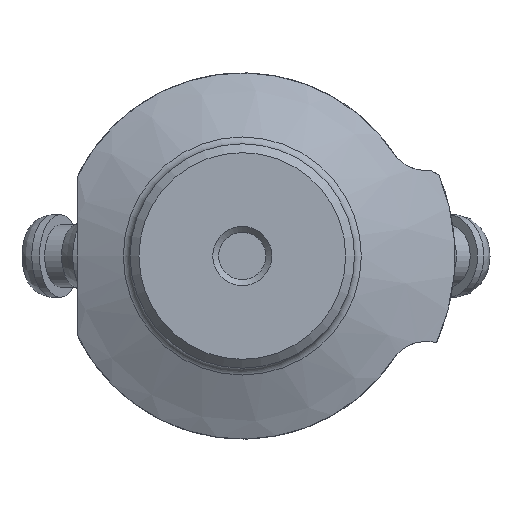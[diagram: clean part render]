
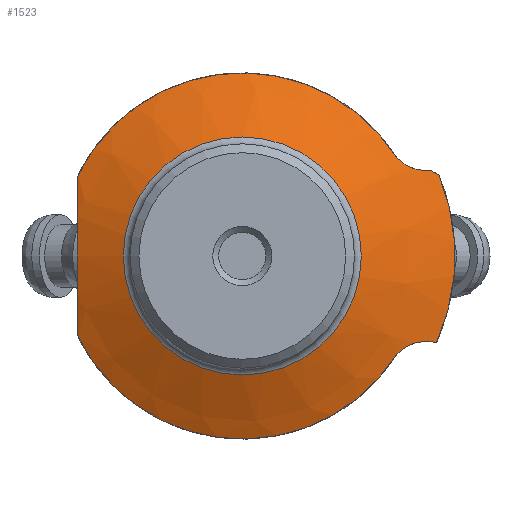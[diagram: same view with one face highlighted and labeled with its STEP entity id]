
A CAD part, front view. The second image highlights one B-rep face of the part: STEP entity #1523.
In plain terms, the highlighted conical face has half-angle 64.799 degrees and reference radius 27.5 mm.
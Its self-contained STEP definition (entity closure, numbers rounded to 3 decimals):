
#29=(
BOUNDED_CURVE()
B_SPLINE_CURVE(2,(#2969,#2970,#2971),.UNSPECIFIED.,.F.,.F.)
B_SPLINE_CURVE_WITH_KNOTS((3,3),(4.462,4.589),
 .UNSPECIFIED.)
CURVE()
GEOMETRIC_REPRESENTATION_ITEM()
RATIONAL_B_SPLINE_CURVE((1.015,1.008,1.))
REPRESENTATION_ITEM('')
);
#30=(
BOUNDED_CURVE()
B_SPLINE_CURVE(2,(#3006,#3007,#3008),.UNSPECIFIED.,.F.,.F.)
B_SPLINE_CURVE_WITH_KNOTS((3,3),(2.341,3.84),
 .UNSPECIFIED.)
CURVE()
GEOMETRIC_REPRESENTATION_ITEM()
RATIONAL_B_SPLINE_CURVE((1.138,1.138,1.082))
REPRESENTATION_ITEM('')
);
#31=(
BOUNDED_CURVE()
B_SPLINE_CURVE(2,(#3034,#3035,#3036),.UNSPECIFIED.,.F.,.F.)
B_SPLINE_CURVE_WITH_KNOTS((3,3),(0.842,2.341),
 .UNSPECIFIED.)
CURVE()
GEOMETRIC_REPRESENTATION_ITEM()
RATIONAL_B_SPLINE_CURVE((1.082,1.138,1.138))
REPRESENTATION_ITEM('')
);
#70=B_SPLINE_CURVE_WITH_KNOTS('',3,(#3011,#3012,#3013,#3014,#3015,#3016,
#3017,#3018,#3019,#3020),.UNSPECIFIED.,.F.,.F.,(4,2,2,2,4),(3.578,
3.7,3.93,4.189,4.314),
 .UNSPECIFIED.);
#71=B_SPLINE_CURVE_WITH_KNOTS('',3,(#3022,#3023,#3024,#3025,#3026,#3027,
#3028,#3029,#3030,#3031),.UNSPECIFIED.,.F.,.F.,(4,2,2,2,4),(2.73,
2.753,3.012,3.241,3.364),
 .UNSPECIFIED.);
#83=CONICAL_SURFACE('',#1677,27.5,1.131);
#233=FACE_OUTER_BOUND('',#318,.T.);
#318=EDGE_LOOP('',(#1204,#1205,#1206,#1207,#1208,#1209,#1210,#1211,#1212,
#1213,#1214,#1215,#1216));
#396=LINE('',#3004,#454);
#454=VECTOR('',#2002,27.5);
#539=CIRCLE('',#1675,36.);
#540=CIRCLE('',#1678,20.148);
#541=CIRCLE('',#1679,20.148);
#542=CIRCLE('',#1680,31.);
#543=CIRCLE('',#1681,31.);
#544=CIRCLE('',#1682,20.148);
#673=VERTEX_POINT('',#2967);
#674=VERTEX_POINT('',#2968);
#683=VERTEX_POINT('',#2992);
#685=VERTEX_POINT('',#2998);
#686=VERTEX_POINT('',#2999);
#687=VERTEX_POINT('',#3001);
#688=VERTEX_POINT('',#3003);
#689=VERTEX_POINT('',#3005);
#690=VERTEX_POINT('',#3009);
#691=VERTEX_POINT('',#3021);
#692=VERTEX_POINT('',#3032);
#865=EDGE_CURVE('',#673,#674,#29,.T.);
#876=EDGE_CURVE('',#683,#674,#539,.T.);
#879=EDGE_CURVE('',#685,#686,#540,.T.);
#880=EDGE_CURVE('',#687,#685,#541,.T.);
#881=EDGE_CURVE('',#687,#688,#396,.T.);
#882=EDGE_CURVE('',#688,#689,#30,.T.);
#883=EDGE_CURVE('',#689,#690,#542,.T.);
#884=EDGE_CURVE('',#690,#683,#70,.T.);
#885=EDGE_CURVE('',#673,#691,#71,.T.);
#886=EDGE_CURVE('',#691,#692,#543,.T.);
#887=EDGE_CURVE('',#692,#688,#31,.T.);
#888=EDGE_CURVE('',#686,#687,#544,.T.);
#1204=ORIENTED_EDGE('',*,*,#879,.F.);
#1205=ORIENTED_EDGE('',*,*,#880,.F.);
#1206=ORIENTED_EDGE('',*,*,#881,.T.);
#1207=ORIENTED_EDGE('',*,*,#882,.T.);
#1208=ORIENTED_EDGE('',*,*,#883,.T.);
#1209=ORIENTED_EDGE('',*,*,#884,.T.);
#1210=ORIENTED_EDGE('',*,*,#876,.T.);
#1211=ORIENTED_EDGE('',*,*,#865,.F.);
#1212=ORIENTED_EDGE('',*,*,#885,.T.);
#1213=ORIENTED_EDGE('',*,*,#886,.T.);
#1214=ORIENTED_EDGE('',*,*,#887,.T.);
#1215=ORIENTED_EDGE('',*,*,#881,.F.);
#1216=ORIENTED_EDGE('',*,*,#888,.F.);
#1523=ADVANCED_FACE('',(#233),#83,.T.);
#1675=AXIS2_PLACEMENT_3D('',#2993,#1991,#1992);
#1677=AXIS2_PLACEMENT_3D('',#2997,#1996,#1997);
#1678=AXIS2_PLACEMENT_3D('',#3000,#1998,#1999);
#1679=AXIS2_PLACEMENT_3D('',#3002,#2000,#2001);
#1680=AXIS2_PLACEMENT_3D('',#3010,#2003,#2004);
#1681=AXIS2_PLACEMENT_3D('',#3033,#2005,#2006);
#1682=AXIS2_PLACEMENT_3D('',#3037,#2007,#2008);
#1991=DIRECTION('center_axis',(0.,-1.,0.));
#1992=DIRECTION('ref_axis',(1.,0.,0.));
#1996=DIRECTION('center_axis',(0.,1.,0.));
#1997=DIRECTION('ref_axis',(1.,0.,0.));
#1998=DIRECTION('center_axis',(0.,-1.,0.));
#1999=DIRECTION('ref_axis',(-1.,0.,0.));
#2000=DIRECTION('center_axis',(0.,-1.,0.));
#2001=DIRECTION('ref_axis',(-1.,0.,0.));
#2002=DIRECTION('',(-0.905,0.426,0.));
#2003=DIRECTION('center_axis',(0.,-1.,0.));
#2004=DIRECTION('ref_axis',(-0.844,0.,0.537));
#2005=DIRECTION('center_axis',(0.,-1.,0.));
#2006=DIRECTION('ref_axis',(0.901,0.,-0.433));
#2007=DIRECTION('center_axis',(0.,-1.,0.));
#2008=DIRECTION('ref_axis',(-1.,0.,0.));
#2967=CARTESIAN_POINT('',(25.366,19.049,14.499));
#2968=CARTESIAN_POINT('',(26.746,19.504,13.746));
#2969=CARTESIAN_POINT('Ctrl Pts',(25.366,19.049,14.499));
#2970=CARTESIAN_POINT('Ctrl Pts',(26.047,19.269,14.127));
#2971=CARTESIAN_POINT('Ctrl Pts',(26.746,19.504,13.746));
#2992=CARTESIAN_POINT('',(26.352,19.504,-14.665));
#2993=CARTESIAN_POINT('Origin',(-6.526,19.504,0.));
#2997=CARTESIAN_POINT('Origin',(-6.526,15.504,0.));
#2998=CARTESIAN_POINT('',(13.622,12.045,0.));
#2999=CARTESIAN_POINT('',(-6.526,12.045,20.148));
#3000=CARTESIAN_POINT('Origin',(-6.526,12.045,0.));
#3001=CARTESIAN_POINT('',(-26.674,12.045,0.));
#3002=CARTESIAN_POINT('Origin',(-6.526,12.045,0.));
#3003=CARTESIAN_POINT('',(-34.47,15.714,0.));
#3004=CARTESIAN_POINT('',(-34.026,15.504,0.));
#3005=CARTESIAN_POINT('',(-34.345,17.151,-13.679));
#3006=CARTESIAN_POINT('Ctrl Pts',(-34.47,15.714,0.));
#3007=CARTESIAN_POINT('Ctrl Pts',(-34.47,15.714,-6.499));
#3008=CARTESIAN_POINT('Ctrl Pts',(-34.345,17.151,-13.679));
#3009=CARTESIAN_POINT('',(19.624,17.151,-16.649));
#3010=CARTESIAN_POINT('Origin',(-6.526,17.151,0.));
#3011=CARTESIAN_POINT('Ctrl Pts',(19.624,17.151,-16.649));
#3012=CARTESIAN_POINT('Ctrl Pts',(19.916,17.19,-16.341));
#3013=CARTESIAN_POINT('Ctrl Pts',(20.242,17.251,-16.055));
#3014=CARTESIAN_POINT('Ctrl Pts',(21.236,17.484,-15.333));
#3015=CARTESIAN_POINT('Ctrl Pts',(21.961,17.709,-14.986));
#3016=CARTESIAN_POINT('Ctrl Pts',(23.436,18.232,-14.534));
#3017=CARTESIAN_POINT('Ctrl Pts',(24.301,18.58,-14.428));
#3018=CARTESIAN_POINT('Ctrl Pts',(25.556,19.132,-14.508));
#3019=CARTESIAN_POINT('Ctrl Pts',(25.962,19.319,-14.57));
#3020=CARTESIAN_POINT('Ctrl Pts',(26.352,19.504,-14.665));
#3021=CARTESIAN_POINT('',(19.624,17.151,16.649));
#3022=CARTESIAN_POINT('Ctrl Pts',(25.366,19.049,14.499));
#3023=CARTESIAN_POINT('Ctrl Pts',(25.293,19.017,14.492));
#3024=CARTESIAN_POINT('Ctrl Pts',(25.22,18.984,14.486));
#3025=CARTESIAN_POINT('Ctrl Pts',(24.301,18.58,14.428));
#3026=CARTESIAN_POINT('Ctrl Pts',(23.436,18.232,14.534));
#3027=CARTESIAN_POINT('Ctrl Pts',(21.961,17.709,14.986));
#3028=CARTESIAN_POINT('Ctrl Pts',(21.236,17.484,15.333));
#3029=CARTESIAN_POINT('Ctrl Pts',(20.242,17.251,16.055));
#3030=CARTESIAN_POINT('Ctrl Pts',(19.916,17.19,16.341));
#3031=CARTESIAN_POINT('Ctrl Pts',(19.624,17.151,16.649));
#3032=CARTESIAN_POINT('',(-34.345,17.151,13.679));
#3033=CARTESIAN_POINT('Origin',(-6.526,17.151,0.));
#3034=CARTESIAN_POINT('Ctrl Pts',(-34.345,17.151,13.679));
#3035=CARTESIAN_POINT('Ctrl Pts',(-34.47,15.714,6.499));
#3036=CARTESIAN_POINT('Ctrl Pts',(-34.47,15.714,0.));
#3037=CARTESIAN_POINT('Origin',(-6.526,12.045,0.));
